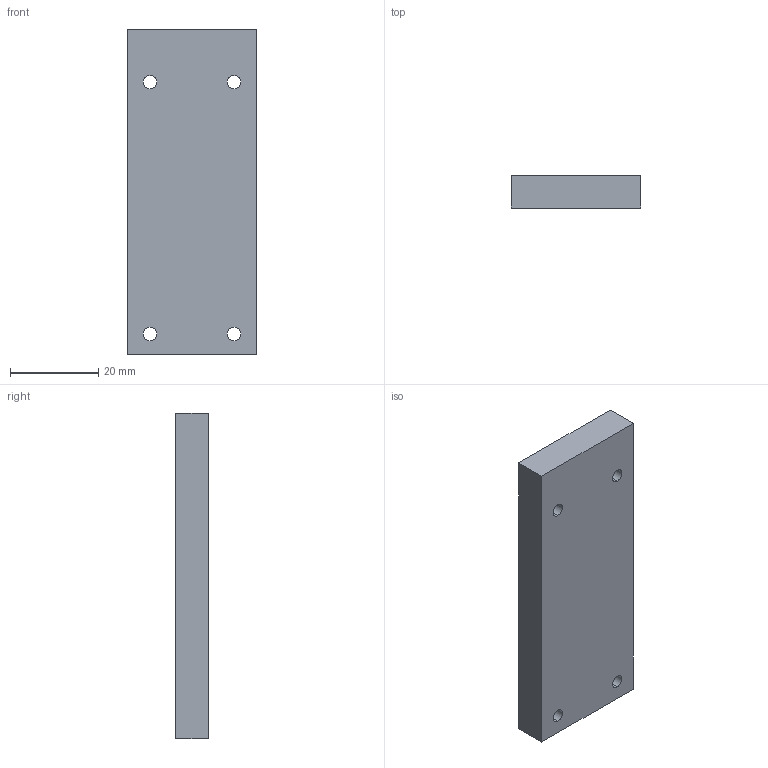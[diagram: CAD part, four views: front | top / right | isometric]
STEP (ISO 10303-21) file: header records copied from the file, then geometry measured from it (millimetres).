
FILE_DESCRIPTION (( 'STEP AP214' ), '1' );
FILE_NAME ('Telemetrum Lid 2.STEP', '2024-05-28T20:28:49', ( '' ), ( '' ), 'SwSTEP 2.0', 'SolidWorks 2024', '' );
FILE_SCHEMA (( 'AUTOMOTIVE_DESIGN' ));
Length unit declared in the file: centimetre
Products named in the file (1): Telemetrum Lid 2
Bounding box: 29.4 x 7.4 x 73.85 mm (x, y, z)
Volume: 7752 mm3; surface area: 6782.8 mm2
Topology: 1 solids, 1 shells, 19 faces, 48 edges, 32 vertices
Faces by surface type: plane 11, cylinder 8
Entity records: 617 total; most frequent: DIRECTION 104, CARTESIAN_POINT 100, ORIENTED_EDGE 96, EDGE_CURVE 48, AXIS2_PLACEMENT_3D 36, LINE 32, VECTOR 32, VERTEX_POINT 32
